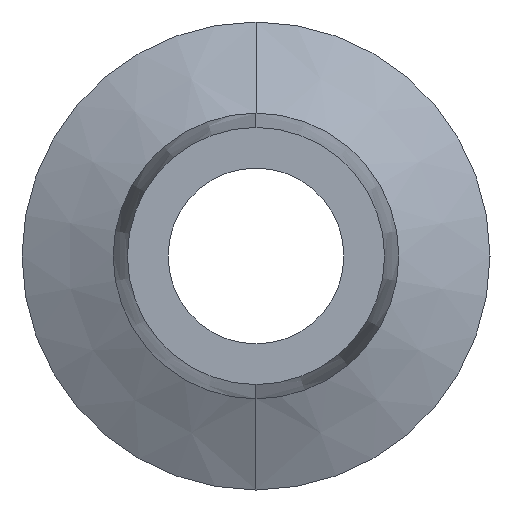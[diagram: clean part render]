
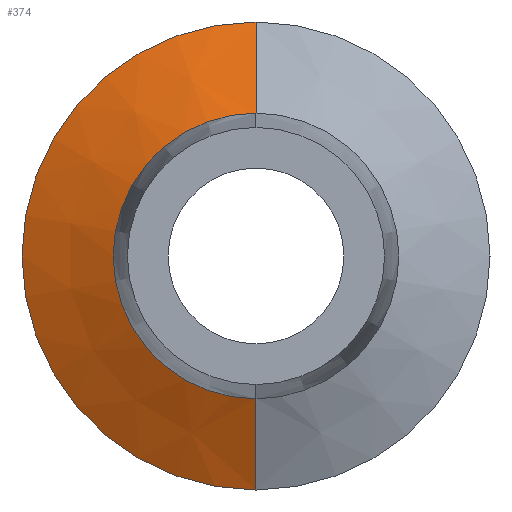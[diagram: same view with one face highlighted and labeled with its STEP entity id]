
A CAD part, left-side view. The second image highlights one B-rep face of the part: STEP entity #374.
In plain terms, the highlighted conical face has half-angle 64.269 degrees and reference radius 10.65 mm.
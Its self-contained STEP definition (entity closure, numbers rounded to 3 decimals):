
#36 = DIRECTION ( 'NONE',  ( -1., 0., 0. ) ) ;
#45 = ORIENTED_EDGE ( 'NONE', *, *, #607, .T. ) ;
#84 = CARTESIAN_POINT ( 'NONE',  ( 0.99, 0., 0. ) ) ;
#107 = CARTESIAN_POINT ( 'NONE',  ( -1.01, 0., -6.5 ) ) ;
#157 = AXIS2_PLACEMENT_3D ( 'NONE', #812, #752, #181 ) ;
#181 = DIRECTION ( 'NONE',  ( 0., 0., 1. ) ) ;
#204 = CARTESIAN_POINT ( 'NONE',  ( 0.99, 0., -10.65 ) ) ;
#231 = EDGE_LOOP ( 'NONE', ( #495, #281, #45, #446 ) ) ;
#281 = ORIENTED_EDGE ( 'NONE', *, *, #621, .T. ) ;
#303 = CARTESIAN_POINT ( 'NONE',  ( 0.99, 0., 10.65 ) ) ;
#334 = FACE_OUTER_BOUND ( 'NONE', #231, .T. ) ;
#356 = CARTESIAN_POINT ( 'NONE',  ( 0.99, 0., 10.65 ) ) ;
#366 = EDGE_CURVE ( 'NONE', #477, #606, #673, .T. ) ;
#374 = ADVANCED_FACE ( 'NONE', ( #334 ), #630, .T. ) ;
#446 = ORIENTED_EDGE ( 'NONE', *, *, #797, .F. ) ;
#462 = DIRECTION ( 'NONE',  ( 1., 0., 0. ) ) ;
#469 = DIRECTION ( 'NONE',  ( 0., 0., -1. ) ) ;
#477 = VERTEX_POINT ( 'NONE', #541 ) ;
#490 = CIRCLE ( 'NONE', #157, 10.65 ) ;
#495 = ORIENTED_EDGE ( 'NONE', *, *, #366, .F. ) ;
#508 = VERTEX_POINT ( 'NONE', #303 ) ;
#509 = CARTESIAN_POINT ( 'NONE',  ( 0.99, 0., -10.65 ) ) ;
#534 = CARTESIAN_POINT ( 'NONE',  ( -1.01, 0., 0. ) ) ;
#541 = CARTESIAN_POINT ( 'NONE',  ( -1.01, 0., 6.5 ) ) ;
#566 = DIRECTION ( 'NONE',  ( 0.434, 0., -0.901 ) ) ;
#576 = VECTOR ( 'NONE', #603, 1000. ) ;
#603 = DIRECTION ( 'NONE',  ( 0.434, 0., 0.901 ) ) ;
#606 = VERTEX_POINT ( 'NONE', #107 ) ;
#607 = EDGE_CURVE ( 'NONE', #508, #700, #490, .T. ) ;
#619 = AXIS2_PLACEMENT_3D ( 'NONE', #84, #462, #469 ) ;
#621 = EDGE_CURVE ( 'NONE', #477, #508, #742, .T. ) ;
#626 = LINE ( 'NONE', #509, #767 ) ;
#630 = CONICAL_SURFACE ( 'NONE', #619, 10.65, 1.122 ) ;
#673 = CIRCLE ( 'NONE', #757, 6.5 ) ;
#700 = VERTEX_POINT ( 'NONE', #204 ) ;
#742 = LINE ( 'NONE', #356, #576 ) ;
#752 = DIRECTION ( 'NONE',  ( -1., 0., 0. ) ) ;
#757 = AXIS2_PLACEMENT_3D ( 'NONE', #534, #36, #779 ) ;
#767 = VECTOR ( 'NONE', #566, 1000. ) ;
#779 = DIRECTION ( 'NONE',  ( 0., 0., 1. ) ) ;
#797 = EDGE_CURVE ( 'NONE', #606, #700, #626, .T. ) ;
#812 = CARTESIAN_POINT ( 'NONE',  ( 0.99, 0., 0. ) ) ;
